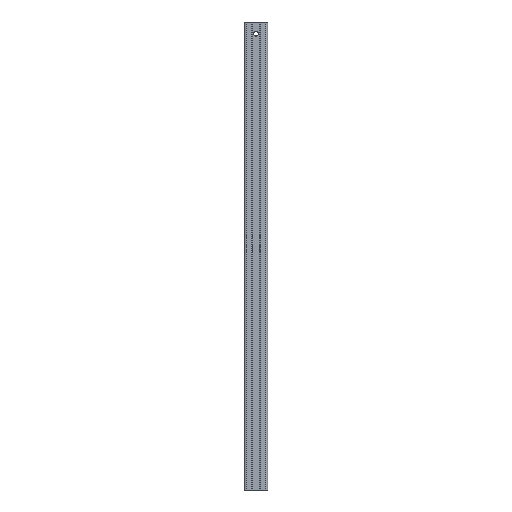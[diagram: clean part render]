
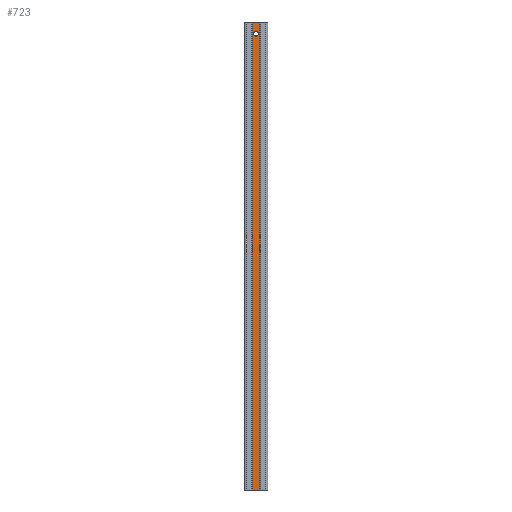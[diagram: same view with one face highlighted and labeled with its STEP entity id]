
A CAD part, left-side view. The second image highlights one B-rep face of the part: STEP entity #723.
In plain terms, the highlighted planar face has unit normal (-1, 0, 0).
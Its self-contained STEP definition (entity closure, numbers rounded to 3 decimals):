
#71 = LINE ( 'NONE', #4860, #3702 ) ;
#98 = VERTEX_POINT ( 'NONE', #4884 ) ;
#202 = EDGE_LOOP ( 'NONE', ( #5154, #856, #1406, #4574 ) ) ;
#386 = CIRCLE ( 'NONE', #4497, 2.1 ) ;
#405 = EDGE_LOOP ( 'NONE', ( #3264, #4279 ) ) ;
#655 = VECTOR ( 'NONE', #2261, 1000. ) ;
#658 = DIRECTION ( 'NONE',  ( 0., 0., -1. ) ) ;
#660 = EDGE_CURVE ( 'NONE', #4818, #2814, #4133, .T. ) ;
#723 = ADVANCED_FACE ( 'NONE', ( #2918, #3789 ), #3316, .F. ) ;
#856 = ORIENTED_EDGE ( 'NONE', *, *, #1872, .F. ) ;
#901 = EDGE_CURVE ( 'NONE', #4486, #3606, #3548, .T. ) ;
#973 = DIRECTION ( 'NONE',  ( 0., -1., 0. ) ) ;
#1120 = AXIS2_PLACEMENT_3D ( 'NONE', #4689, #1551, #658 ) ;
#1250 = DIRECTION ( 'NONE',  ( -1., 0., 0. ) ) ;
#1406 = ORIENTED_EDGE ( 'NONE', *, *, #1906, .F. ) ;
#1551 = DIRECTION ( 'NONE',  ( 1., 0., 0. ) ) ;
#1569 = EDGE_CURVE ( 'NONE', #2814, #4818, #386, .T. ) ;
#1809 = DIRECTION ( 'NONE',  ( -1., 0., 0. ) ) ;
#1819 = DIRECTION ( 'NONE',  ( 0., 0., -1. ) ) ;
#1872 = EDGE_CURVE ( 'NONE', #98, #3606, #2318, .T. ) ;
#1906 = EDGE_CURVE ( 'NONE', #4757, #98, #4899, .T. ) ;
#2160 = VECTOR ( 'NONE', #2672, 1000. ) ;
#2261 = DIRECTION ( 'NONE',  ( 0., 0., -1. ) ) ;
#2318 = LINE ( 'NONE', #5407, #655 ) ;
#2547 = CARTESIAN_POINT ( 'NONE',  ( -3.85, 0., 192.1 ) ) ;
#2647 = CARTESIAN_POINT ( 'NONE',  ( -3.85, -3.143, -200. ) ) ;
#2672 = DIRECTION ( 'NONE',  ( 0., -1., 0. ) ) ;
#2712 = CARTESIAN_POINT ( 'NONE',  ( -3.85, -3.143, -200. ) ) ;
#2761 = CARTESIAN_POINT ( 'NONE',  ( -3.85, -3.143, 200. ) ) ;
#2814 = VERTEX_POINT ( 'NONE', #3170 ) ;
#2918 = FACE_BOUND ( 'NONE', #405, .T. ) ;
#3002 = VECTOR ( 'NONE', #973, 1000. ) ;
#3170 = CARTESIAN_POINT ( 'NONE',  ( -3.85, 0., 187.9 ) ) ;
#3225 = CARTESIAN_POINT ( 'NONE',  ( -3.85, 0., 190. ) ) ;
#3264 = ORIENTED_EDGE ( 'NONE', *, *, #660, .F. ) ;
#3316 = PLANE ( 'NONE',  #1120 ) ;
#3406 = EDGE_CURVE ( 'NONE', #4757, #4486, #71, .T. ) ;
#3548 = LINE ( 'NONE', #2712, #3002 ) ;
#3606 = VERTEX_POINT ( 'NONE', #2647 ) ;
#3634 = DIRECTION ( 'NONE',  ( 0., 0., 1. ) ) ;
#3702 = VECTOR ( 'NONE', #1819, 1000. ) ;
#3709 = DIRECTION ( 'NONE',  ( 0., 0., 1. ) ) ;
#3789 = FACE_OUTER_BOUND ( 'NONE', #202, .T. ) ;
#4066 = CARTESIAN_POINT ( 'NONE',  ( -3.85, 0., 190. ) ) ;
#4133 = CIRCLE ( 'NONE', #5626, 2.1 ) ;
#4279 = ORIENTED_EDGE ( 'NONE', *, *, #1569, .F. ) ;
#4486 = VERTEX_POINT ( 'NONE', #5120 ) ;
#4497 = AXIS2_PLACEMENT_3D ( 'NONE', #4066, #1809, #3634 ) ;
#4574 = ORIENTED_EDGE ( 'NONE', *, *, #3406, .T. ) ;
#4689 = CARTESIAN_POINT ( 'NONE',  ( -3.85, -3.143, 200. ) ) ;
#4757 = VERTEX_POINT ( 'NONE', #5312 ) ;
#4818 = VERTEX_POINT ( 'NONE', #2547 ) ;
#4860 = CARTESIAN_POINT ( 'NONE',  ( -3.85, 3.143, 200. ) ) ;
#4884 = CARTESIAN_POINT ( 'NONE',  ( -3.85, -3.143, 200. ) ) ;
#4899 = LINE ( 'NONE', #2761, #2160 ) ;
#5120 = CARTESIAN_POINT ( 'NONE',  ( -3.85, 3.143, -200. ) ) ;
#5154 = ORIENTED_EDGE ( 'NONE', *, *, #901, .T. ) ;
#5312 = CARTESIAN_POINT ( 'NONE',  ( -3.85, 3.143, 200. ) ) ;
#5407 = CARTESIAN_POINT ( 'NONE',  ( -3.85, -3.143, 200. ) ) ;
#5626 = AXIS2_PLACEMENT_3D ( 'NONE', #3225, #1250, #3709 ) ;
